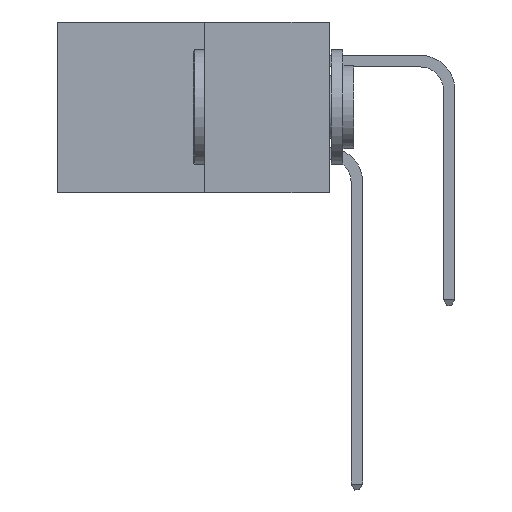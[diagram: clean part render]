
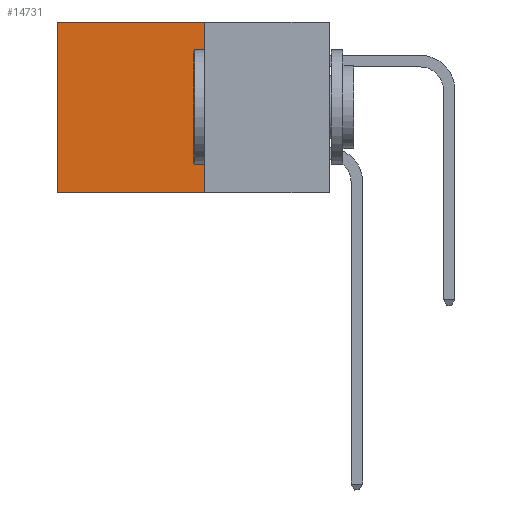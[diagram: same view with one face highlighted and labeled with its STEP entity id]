
A CAD part, left-side view. The second image highlights one B-rep face of the part: STEP entity #14731.
In plain terms, the highlighted planar face has unit normal (-1, 0, 0).
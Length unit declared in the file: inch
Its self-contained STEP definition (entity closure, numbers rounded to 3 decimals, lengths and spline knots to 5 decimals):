
#676 = EDGE_CURVE ( 'NONE', #7259, #5184, #10441, .T. ) ;
#1386 = VECTOR ( 'NONE', #19054, 39.37008 ) ;
#2797 = ORIENTED_EDGE ( 'NONE', *, *, #18831, .F. ) ;
#4020 = ORIENTED_EDGE ( 'NONE', *, *, #20785, .T. ) ;
#4159 = DIRECTION ( 'NONE',  ( 0., 1., 0. ) ) ;
#4733 = CARTESIAN_POINT ( 'NONE',  ( 0.277, 0.59, -0.37 ) ) ;
#5184 = VERTEX_POINT ( 'NONE', #23069 ) ;
#7259 = VERTEX_POINT ( 'NONE', #23138 ) ;
#7439 = LINE ( 'NONE', #13663, #21159 ) ;
#7680 = CARTESIAN_POINT ( 'NONE',  ( 0.277, 0.27, -0.37 ) ) ;
#7698 = CARTESIAN_POINT ( 'NONE',  ( 0.277, 0.27, -0.37 ) ) ;
#8345 = DIRECTION ( 'NONE',  ( 0., 1., 0. ) ) ;
#9368 = ORIENTED_EDGE ( 'NONE', *, *, #676, .F. ) ;
#10441 = LINE ( 'NONE', #7680, #19948 ) ;
#10517 = FACE_OUTER_BOUND ( 'NONE', #18776, .T. ) ;
#11294 = DIRECTION ( 'NONE',  ( 0., 0., -1. ) ) ;
#11494 = CARTESIAN_POINT ( 'NONE',  ( 0.277, 0.59, 0. ) ) ;
#11803 = ORIENTED_EDGE ( 'NONE', *, *, #18330, .T. ) ;
#13626 = VERTEX_POINT ( 'NONE', #11494 ) ;
#13663 = CARTESIAN_POINT ( 'NONE',  ( 0.277, 0.27, 0. ) ) ;
#14527 = VECTOR ( 'NONE', #4159, 39.37008 ) ;
#14731 = ADVANCED_FACE ( 'NONE', ( #10517 ), #20214, .F. ) ;
#16601 = CARTESIAN_POINT ( 'NONE',  ( 0.277, 0.27, -0.37 ) ) ;
#17283 = CARTESIAN_POINT ( 'NONE',  ( 0.277, 0.59, -0.37 ) ) ;
#17661 = VERTEX_POINT ( 'NONE', #17283 ) ;
#18330 = EDGE_CURVE ( 'NONE', #13626, #17661, #20441, .T. ) ;
#18776 = EDGE_LOOP ( 'NONE', ( #11803, #2797, #9368, #4020 ) ) ;
#18831 = EDGE_CURVE ( 'NONE', #5184, #17661, #19290, .T. ) ;
#19054 = DIRECTION ( 'NONE',  ( 0., 0., -1. ) ) ;
#19290 = LINE ( 'NONE', #7698, #14527 ) ;
#19948 = VECTOR ( 'NONE', #21475, 39.37008 ) ;
#20214 = PLANE ( 'NONE',  #21875 ) ;
#20441 = LINE ( 'NONE', #4733, #1386 ) ;
#20785 = EDGE_CURVE ( 'NONE', #7259, #13626, #7439, .T. ) ;
#21159 = VECTOR ( 'NONE', #8345, 39.37008 ) ;
#21475 = DIRECTION ( 'NONE',  ( 0., 0., -1. ) ) ;
#21875 = AXIS2_PLACEMENT_3D ( 'NONE', #16601, #21993, #11294 ) ;
#21993 = DIRECTION ( 'NONE',  ( 1., 0., 0. ) ) ;
#23069 = CARTESIAN_POINT ( 'NONE',  ( 0.277, 0.27, -0.37 ) ) ;
#23138 = CARTESIAN_POINT ( 'NONE',  ( 0.277, 0.27, 0. ) ) ;
